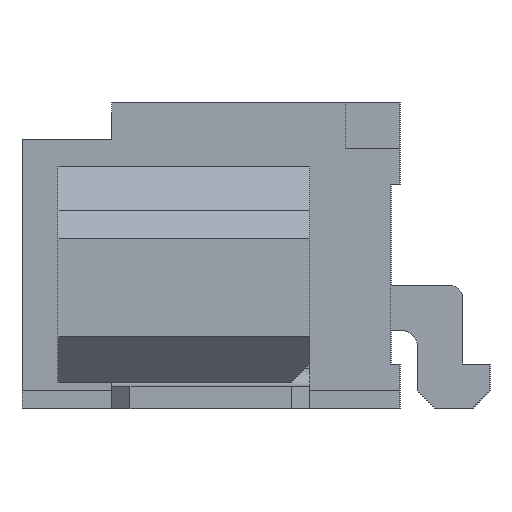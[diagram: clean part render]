
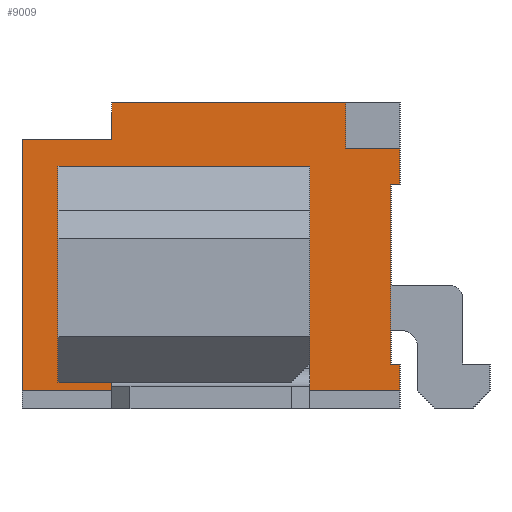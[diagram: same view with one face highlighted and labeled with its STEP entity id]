
A CAD part, left-side view. The second image highlights one B-rep face of the part: STEP entity #9009.
In plain terms, the highlighted planar face has unit normal (-1, 0, 0).
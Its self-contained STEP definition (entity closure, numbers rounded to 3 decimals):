
#105=DIRECTION('',(0.,0.,1.));
#106=VECTOR('',#105,0.3);
#107=CARTESIAN_POINT('',(-11.5,-3.225,-1.6));
#108=LINE('',#107,#106);
#333=DIRECTION('',(0.,0.,1.));
#334=VECTOR('',#333,0.4);
#335=CARTESIAN_POINT('',(-11.5,-3.225,0.7));
#336=LINE('',#335,#334);
#337=DIRECTION('',(0.,0.,1.));
#338=VECTOR('',#337,2.4);
#339=CARTESIAN_POINT('',(-11.5,-2.225,-1.5));
#340=LINE('',#339,#338);
#341=DIRECTION('',(0.,-1.,0.));
#342=VECTOR('',#341,2.8);
#343=CARTESIAN_POINT('',(-11.5,0.575,0.9));
#344=LINE('',#343,#342);
#345=DIRECTION('',(0.,0.,1.));
#346=VECTOR('',#345,2.4);
#347=CARTESIAN_POINT('',(-11.5,0.575,-1.5));
#348=LINE('',#347,#346);
#349=DIRECTION('',(0.,-1.,0.));
#350=VECTOR('',#349,2.8);
#351=CARTESIAN_POINT('',(-11.5,0.575,-1.5));
#352=LINE('',#351,#350);
#353=DIRECTION('',(0.,1.,0.));
#354=VECTOR('',#353,0.6);
#355=CARTESIAN_POINT('',(-11.5,-3.225,1.1));
#356=LINE('',#355,#354);
#357=DIRECTION('',(0.,1.,0.));
#358=VECTOR('',#357,0.1);
#359=CARTESIAN_POINT('',(-11.5,-3.225,0.7));
#360=LINE('',#359,#358);
#361=DIRECTION('',(0.,0.,1.));
#362=VECTOR('',#361,2.);
#363=CARTESIAN_POINT('',(-11.5,-3.125,-1.3));
#364=LINE('',#363,#362);
#365=DIRECTION('',(0.,1.,0.));
#366=VECTOR('',#365,0.1);
#367=CARTESIAN_POINT('',(-11.5,-3.225,-1.3));
#368=LINE('',#367,#366);
#369=DIRECTION('',(0.,-1.,0.));
#370=VECTOR('',#369,4.2);
#371=CARTESIAN_POINT('',(-11.5,0.975,-1.6));
#372=LINE('',#371,#370);
#373=DIRECTION('',(0.,0.,1.));
#374=VECTOR('',#373,2.8);
#375=CARTESIAN_POINT('',(-11.5,0.975,-1.6));
#376=LINE('',#375,#374);
#377=DIRECTION('',(0.,-1.,0.));
#378=VECTOR('',#377,1.);
#379=CARTESIAN_POINT('',(-11.5,0.975,1.2));
#380=LINE('',#379,#378);
#381=DIRECTION('',(0.,0.,-1.));
#382=VECTOR('',#381,0.4);
#383=CARTESIAN_POINT('',(-11.5,-0.025,1.6));
#384=LINE('',#383,#382);
#385=DIRECTION('',(0.,0.,-1.));
#386=VECTOR('',#385,0.5);
#387=CARTESIAN_POINT('',(-11.5,-2.625,1.6));
#388=LINE('',#387,#386);
#1514=DIRECTION('',(0.,-1.,0.));
#1515=VECTOR('',#1514,2.6);
#1516=CARTESIAN_POINT('',(-11.5,-0.025,1.6));
#1517=LINE('',#1516,#1515);
#6591=CARTESIAN_POINT('',(-11.5,-0.025,1.6));
#6593=VERTEX_POINT('',#6591);
#6603=CARTESIAN_POINT('',(-11.5,0.975,1.2));
#6604=CARTESIAN_POINT('',(-11.5,-0.025,1.2));
#6605=VERTEX_POINT('',#6603);
#6606=VERTEX_POINT('',#6604);
#6651=CARTESIAN_POINT('',(-11.5,-2.225,-1.5));
#6652=CARTESIAN_POINT('',(-11.5,-2.225,0.9));
#6653=VERTEX_POINT('',#6651);
#6654=VERTEX_POINT('',#6652);
#6655=CARTESIAN_POINT('',(-11.5,0.575,0.9));
#6656=VERTEX_POINT('',#6655);
#6657=CARTESIAN_POINT('',(-11.5,0.575,-1.5));
#6658=VERTEX_POINT('',#6657);
#6839=CARTESIAN_POINT('',(-11.5,-3.225,-1.3));
#6840=CARTESIAN_POINT('',(-11.5,-3.125,-1.3));
#6841=VERTEX_POINT('',#6839);
#6842=VERTEX_POINT('',#6840);
#6843=CARTESIAN_POINT('',(-11.5,-3.125,0.7));
#6844=VERTEX_POINT('',#6843);
#6845=CARTESIAN_POINT('',(-11.5,-3.225,0.7));
#6846=VERTEX_POINT('',#6845);
#6945=CARTESIAN_POINT('',(-11.5,-2.625,1.6));
#6946=VERTEX_POINT('',#6945);
#6947=CARTESIAN_POINT('',(-11.5,-3.225,1.1));
#6948=CARTESIAN_POINT('',(-11.5,-2.625,1.1));
#6949=VERTEX_POINT('',#6947);
#6950=VERTEX_POINT('',#6948);
#7323=CARTESIAN_POINT('',(-11.5,0.975,-1.6));
#7324=CARTESIAN_POINT('',(-11.5,-3.225,-1.6));
#7325=VERTEX_POINT('',#7323);
#7326=VERTEX_POINT('',#7324);
#8971=CARTESIAN_POINT('',(-11.5,0.975,-1.8));
#8972=DIRECTION('',(-1.,0.,0.));
#8973=DIRECTION('',(0.,-1.,0.));
#8974=AXIS2_PLACEMENT_3D('',#8971,#8972,#8973);
#8975=PLANE('',#8974);
#8977=ORIENTED_EDGE('',*,*,#8976,.F.);
#8978=ORIENTED_EDGE('',*,*,#8951,.F.);
#8980=ORIENTED_EDGE('',*,*,#8979,.T.);
#8982=ORIENTED_EDGE('',*,*,#8981,.F.);
#8983=ORIENTED_EDGE('',*,*,#8961,.F.);
#8984=ORIENTED_EDGE('',*,*,#8791,.F.);
#8986=ORIENTED_EDGE('',*,*,#8985,.F.);
#8988=ORIENTED_EDGE('',*,*,#8987,.T.);
#8990=ORIENTED_EDGE('',*,*,#8989,.T.);
#8992=ORIENTED_EDGE('',*,*,#8991,.F.);
#8994=ORIENTED_EDGE('',*,*,#8993,.T.);
#8996=ORIENTED_EDGE('',*,*,#8995,.T.);
#8997=EDGE_LOOP('',(#8977,#8978,#8980,#8982,#8983,#8984,#8986,#8988,#8990,#8992,
#8994,#8996));
#8998=FACE_OUTER_BOUND('',#8997,.F.);
#9000=ORIENTED_EDGE('',*,*,#8999,.T.);
#9002=ORIENTED_EDGE('',*,*,#9001,.F.);
#9004=ORIENTED_EDGE('',*,*,#9003,.F.);
#9006=ORIENTED_EDGE('',*,*,#9005,.T.);
#9007=EDGE_LOOP('',(#9000,#9002,#9004,#9006));
#9008=FACE_BOUND('',#9007,.F.);
#9009=ADVANCED_FACE('',(#8998,#9008),#8975,.T.);
#8791=EDGE_CURVE('',#7326,#6841,#108,.T.);
#8951=EDGE_CURVE('',#6846,#6949,#336,.T.);
#8961=EDGE_CURVE('',#6841,#6842,#368,.T.);
#8976=EDGE_CURVE('',#6949,#6950,#356,.T.);
#8979=EDGE_CURVE('',#6846,#6844,#360,.T.);
#8981=EDGE_CURVE('',#6842,#6844,#364,.T.);
#8985=EDGE_CURVE('',#7325,#7326,#372,.T.);
#8987=EDGE_CURVE('',#7325,#6605,#376,.T.);
#8989=EDGE_CURVE('',#6605,#6606,#380,.T.);
#8991=EDGE_CURVE('',#6593,#6606,#384,.T.);
#8993=EDGE_CURVE('',#6593,#6946,#1517,.T.);
#8995=EDGE_CURVE('',#6946,#6950,#388,.T.);
#8999=EDGE_CURVE('',#6653,#6654,#340,.T.);
#9001=EDGE_CURVE('',#6656,#6654,#344,.T.);
#9003=EDGE_CURVE('',#6658,#6656,#348,.T.);
#9005=EDGE_CURVE('',#6658,#6653,#352,.T.);
